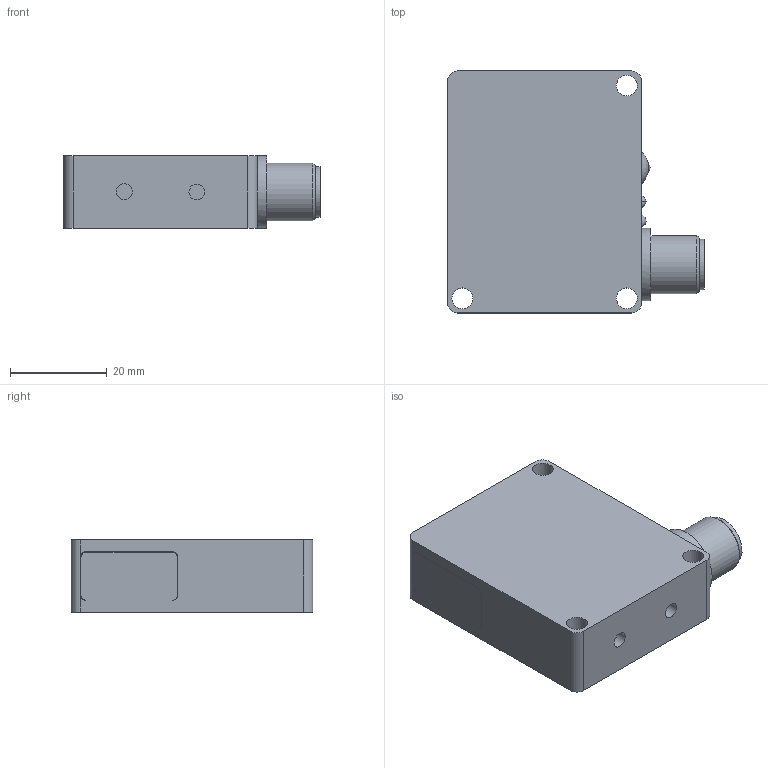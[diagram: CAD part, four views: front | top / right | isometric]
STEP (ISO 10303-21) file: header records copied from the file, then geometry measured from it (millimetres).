
FILE_DESCRIPTION(/* description */ ('DISO X xxx'),/* implementation_level */ '2;1');
FILE_NAME(/* name */ 'LHTTI_51_M_200_FG3-B4.stp',/* time_stamp */ '2015-07-22T07:15:49+02:00',/* author */ ('lck'),/* organization */ (''),/* preprocessor_version */ 'ST-DEVELOPER v15.6',/* originating_system */ 'Autodesk Inventor 2015',/* authorisation */ '');
FILE_SCHEMA (('AUTOMOTIVE_DESIGN { 1 0 10303 214 3 1 1 }'));
Length unit declared in the file: millimetre
Products named in the file (1): Bauteil3
Bounding box: 53 x 50 x 15 mm (x, y, z)
Volume: 29994.3 mm3; surface area: 9479.2 mm2
Topology: 5 solids, 8 shells, 141 faces, 302 edges, 198 vertices
Faces by surface type: plane 68, cylinder 60, bspline 7, cone 5, torus 1
Full cylindrical faces by diameter (mm): 0.7 x4, 1.7 x4, 1.8 x4, 3 x3, 3.25 x2, 4.3 x3, 5.7 x1, 6.7 x1, 7.55 x1, 7.6 x1, 7.85 x1, 8 x1, 8.5 x1, 8.8 x1, 9.45 x1, 9.5 x1, 9.9 x1, 10 x1, 10.5 x1, 12 x1, 15 x1
Entity records: 3958 total; most frequent: CARTESIAN_POINT 768, DIRECTION 659, ORIENTED_EDGE 496, AXIS2_PLACEMENT_3D 279, EDGE_CURVE 248, EDGE_LOOP 224, VERTEX_POINT 190, CIRCLE 144
